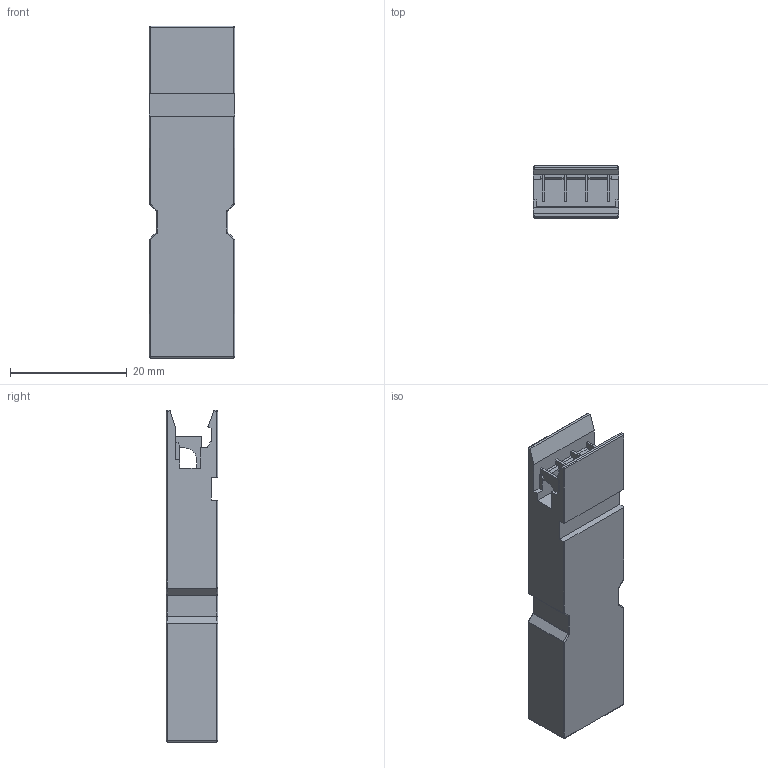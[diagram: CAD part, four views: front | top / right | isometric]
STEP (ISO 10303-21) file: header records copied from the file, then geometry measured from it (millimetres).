
FILE_DESCRIPTION (( 'STEP AP203' ), '1' );
FILE_NAME ('CS3-5C5EU-2P ITK 冓踖樦 110 蠂櫡 縺 2 櫡蹖.STEP', '2016-08-25T14:12:32', ( '' ), ( '' ), 'SwSTEP 2.0', 'SolidWorks 2014', '' );
FILE_SCHEMA (( 'CONFIG_CONTROL_DESIGN' ));
Length unit declared in the file: millimetre
Products named in the file (2): CS3-5C5EU-2P ITK 冓踖樦 110 蠂櫡 縺 2 櫡蹖
Bounding box: 14.6 x 8.8 x 56.8 mm (x, y, z)
Volume: 3676.3 mm3; surface area: 4586.6 mm2
Topology: 1 solids, 1 shells, 159 faces, 432 edges, 256 vertices
Faces by surface type: plane 89, cylinder 46, sphere 8, bspline 8, torus 8
Entity records: 5053 total; most frequent: CARTESIAN_POINT 1029, ORIENTED_EDGE 832, DIRECTION 782, EDGE_CURVE 416, VECTOR 316, LINE 316, VERTEX_POINT 256, AXIS2_PLACEMENT_3D 233
